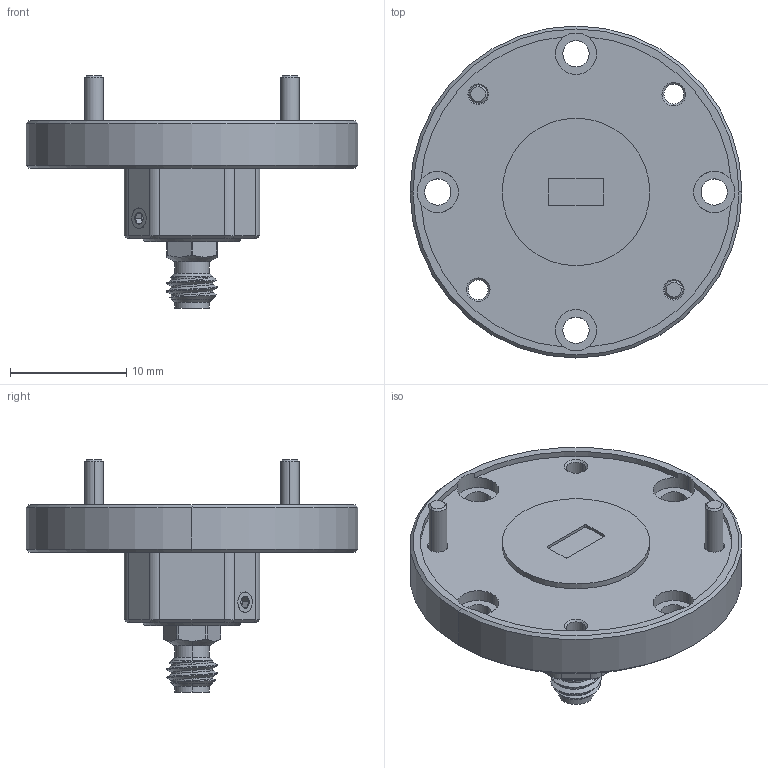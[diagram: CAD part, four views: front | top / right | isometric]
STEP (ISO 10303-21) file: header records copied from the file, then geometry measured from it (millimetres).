
FILE_DESCRIPTION (( 'STEP AP203' ), '1' );
FILE_NAME ('SWC-191F-E1.STEP', '2023-06-07T00:22:36', ( '' ), ( '' ), 'SwSTEP 2.0', 'SolidWorks 2021', '' );
FILE_SCHEMA (( 'CONFIG_CONTROL_DESIGN' ));
Length unit declared in the file: inch
Products named in the file (1): SWC-191F-E1
Bounding box: 28.57 x 28.57 x 20 mm (x, y, z)
Volume: 3123.4 mm3; surface area: 2258.9 mm2
Topology: 4 solids, 4 shells, 188 faces, 443 edges, 268 vertices
Faces by surface type: cylinder 69, plane 57, cone 53, bspline 9
Entity records: 7275 total; most frequent: CARTESIAN_POINT 2856, DIRECTION 943, ORIENTED_EDGE 878, EDGE_CURVE 439, AXIS2_PLACEMENT_3D 371, VERTEX_POINT 268, EDGE_LOOP 213, LINE 201
